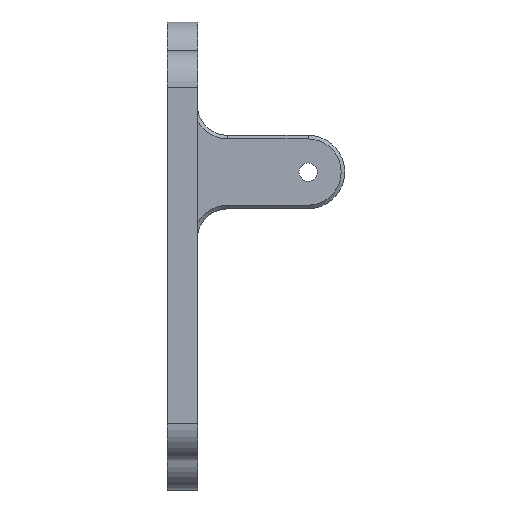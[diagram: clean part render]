
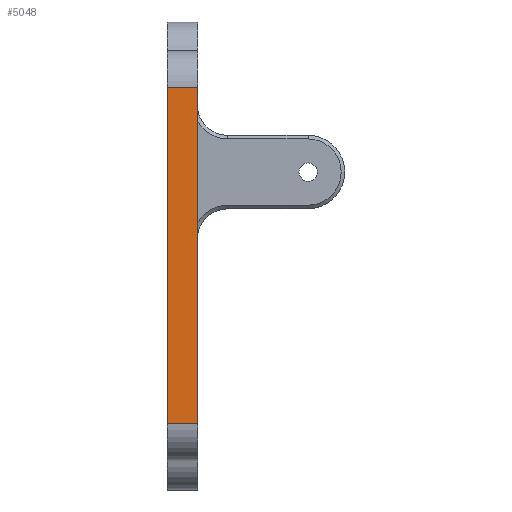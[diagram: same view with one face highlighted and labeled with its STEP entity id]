
A CAD part, left-side view. The second image highlights one B-rep face of the part: STEP entity #5048.
In plain terms, the highlighted planar face has unit normal (-1, 0, 0).
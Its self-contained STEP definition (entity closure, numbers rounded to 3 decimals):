
#43 = VERTEX_POINT ( 'NONE', #1048 ) ;
#165 = DIRECTION ( 'NONE',  ( 0., 0., 1. ) ) ;
#270 = CARTESIAN_POINT ( 'NONE',  ( -50.929, -117.367, 138.733 ) ) ;
#287 = EDGE_CURVE ( 'NONE', #4775, #43, #356, .T. ) ;
#355 = CARTESIAN_POINT ( 'NONE',  ( -50.929, 5.688, 83.783 ) ) ;
#356 = LINE ( 'NONE', #355, #2899 ) ;
#403 = LINE ( 'NONE', #5320, #807 ) ;
#419 = EDGE_CURVE ( 'NONE', #4618, #43, #4470, .T. ) ;
#767 = CARTESIAN_POINT ( 'NONE',  ( -50.929, 0.688, 83.783 ) ) ;
#807 = VECTOR ( 'NONE', #2728, 1000. ) ;
#871 = DIRECTION ( 'NONE',  ( 0., 0., 1. ) ) ;
#1048 = CARTESIAN_POINT ( 'NONE',  ( -50.929, 5.688, 138.733 ) ) ;
#1071 = FACE_OUTER_BOUND ( 'NONE', #5111, .T. ) ;
#1144 = VECTOR ( 'NONE', #4345, 1000. ) ;
#1295 = CARTESIAN_POINT ( 'NONE',  ( -50.929, 0.688, 138.733 ) ) ;
#1334 = CARTESIAN_POINT ( 'NONE',  ( -50.929, 5.688, 83.783 ) ) ;
#1448 = EDGE_CURVE ( 'NONE', #1601, #4618, #5709, .T. ) ;
#1474 = EDGE_CURVE ( 'NONE', #1601, #4775, #403, .T. ) ;
#1601 = VERTEX_POINT ( 'NONE', #767 ) ;
#1616 = ORIENTED_EDGE ( 'NONE', *, *, #287, .F. ) ;
#2077 = DIRECTION ( 'NONE',  ( -1., 0., 0. ) ) ;
#2359 = VECTOR ( 'NONE', #165, 1000. ) ;
#2631 = DIRECTION ( 'NONE',  ( 0., 0., 1. ) ) ;
#2728 = DIRECTION ( 'NONE',  ( 0., 1., 0. ) ) ;
#2899 = VECTOR ( 'NONE', #871, 1000. ) ;
#3270 = CARTESIAN_POINT ( 'NONE',  ( -50.929, 0.688, 83.783 ) ) ;
#3866 = ORIENTED_EDGE ( 'NONE', *, *, #419, .T. ) ;
#4113 = PLANE ( 'NONE',  #6322 ) ;
#4345 = DIRECTION ( 'NONE',  ( 0., 1., 0. ) ) ;
#4470 = LINE ( 'NONE', #270, #1144 ) ;
#4618 = VERTEX_POINT ( 'NONE', #1295 ) ;
#4697 = ORIENTED_EDGE ( 'NONE', *, *, #1448, .T. ) ;
#4775 = VERTEX_POINT ( 'NONE', #1334 ) ;
#5048 = ADVANCED_FACE ( 'NONE', ( #1071 ), #4113, .T. ) ;
#5111 = EDGE_LOOP ( 'NONE', ( #5280, #4697, #3866, #1616 ) ) ;
#5280 = ORIENTED_EDGE ( 'NONE', *, *, #1474, .F. ) ;
#5320 = CARTESIAN_POINT ( 'NONE',  ( -50.929, -117.367, 83.783 ) ) ;
#5709 = LINE ( 'NONE', #3270, #2359 ) ;
#6177 = CARTESIAN_POINT ( 'NONE',  ( -50.929, -117.367, 83.783 ) ) ;
#6322 = AXIS2_PLACEMENT_3D ( 'NONE', #6177, #2077, #2631 ) ;
